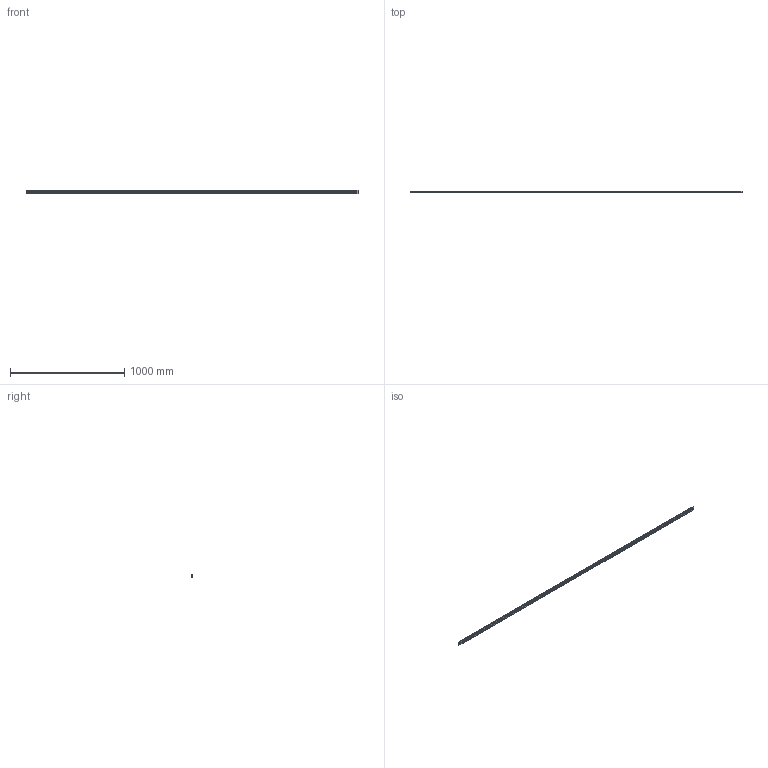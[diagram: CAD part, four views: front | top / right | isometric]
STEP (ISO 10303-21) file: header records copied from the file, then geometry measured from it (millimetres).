
FILE_DESCRIPTION (( 'STEP AP214' ), '1' );
FILE_NAME ('HRW17CA1UU-2910LT_G15_0_PB107_1429-6_0_0_0_1.STEP', '2021-07-02T09:32:15', ( '' ), ( '' ), 'SwSTEP 2.0', 'SolidWorks 2021', '' );
FILE_SCHEMA (( 'AUTOMOTIVE_DESIGN' ));
Length unit declared in the file: millimetre
Products named in the file (2): _HRW17CA291015 Track; HRW17CA1UU-2910LT_G15_0_PB107_1429-6_0_0_0_1
Assembly tree (1 placements, depth 2):
  HRW17CA1UU-2910LT_G15_0_PB107_1429-6_0_0_0_1
    _HRW17CA291015 Track
Bounding box: 2910 x 9 x 33 mm (x, y, z)
Volume: 754024.7 mm3; surface area: 274354.5 mm2
Topology: 1 solids, 1 shells, 788 faces, 1920 edges, 1280 vertices
Faces by surface type: cylinder 588, plane 200
Entity records: 24430 total; most frequent: DIRECTION 4680, CARTESIAN_POINT 3992, ORIENTED_EDGE 3840, AXIS2_PLACEMENT_3D 1968, EDGE_CURVE 1920, VERTEX_POINT 1280, EDGE_LOOP 1226, CIRCLE 1176
